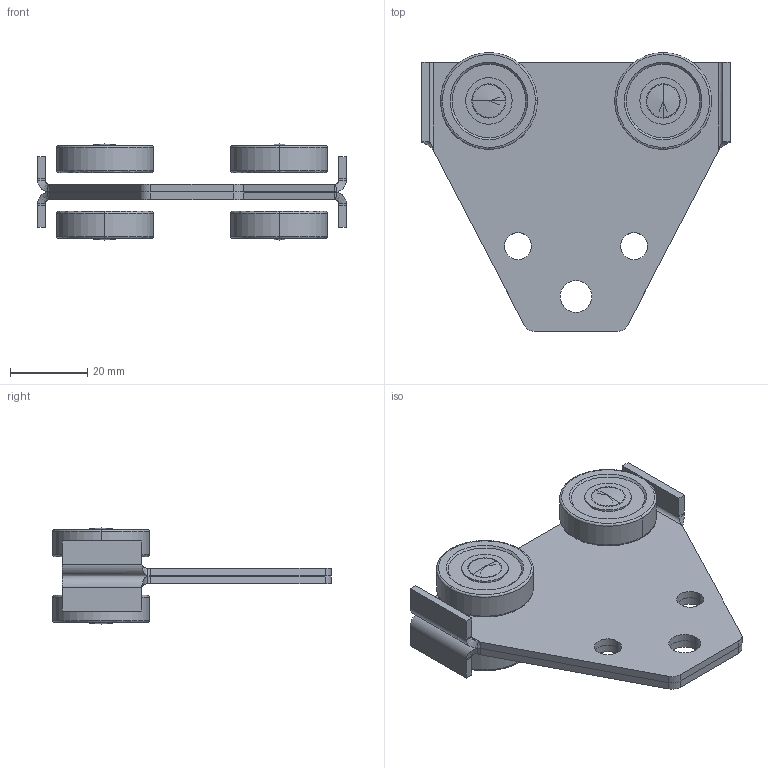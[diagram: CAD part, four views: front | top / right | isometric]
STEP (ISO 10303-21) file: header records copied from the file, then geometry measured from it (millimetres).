
FILE_DESCRIPTION (( 'STEP AP214' ), '1' );
FILE_NAME ('0020554.step', '2022-08-31T09:18:23', ( '' ), ( '' ), 'SwSTEP 2.0', 'SolidWorks 2020', '' );
FILE_SCHEMA (( 'AUTOMOTIVE_DESIGN' ));
Length unit declared in the file: millimetre
Products named in the file (1): 0020554
Bounding box: 79.69 x 72 x 24.8 mm (x, y, z)
Surface area: 16313 mm2 (no closed solid volume)
Topology: 0 solids, 9 shells, 140 faces, 334 edges, 214 vertices
Faces by surface type: plane 48, cylinder 44, bspline 24, cone 24
Entity records: 5999 total; most frequent: CARTESIAN_POINT 2881, DIRECTION 634, ORIENTED_EDGE 608, EDGE_CURVE 326, AXIS2_PLACEMENT_3D 247, VERTEX_POINT 214, EDGE_LOOP 170, FACE_OUTER_BOUND 140
